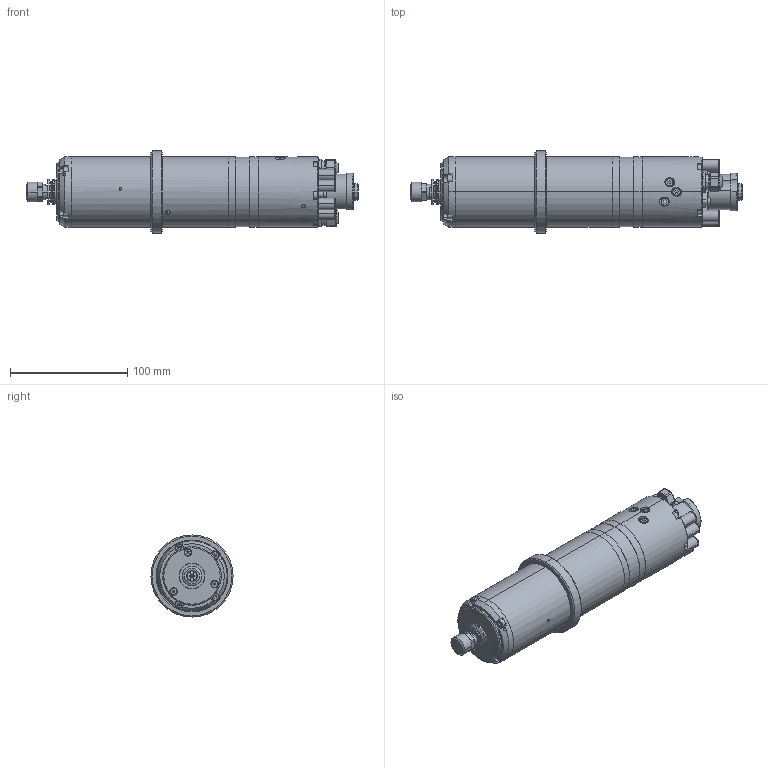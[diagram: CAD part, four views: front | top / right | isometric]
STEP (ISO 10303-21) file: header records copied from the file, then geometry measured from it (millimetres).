
FILE_DESCRIPTION (( 'STEP AP203' ), '1' );
FILE_NAME ('060A60FHIS-02-.STEP', '2015-01-28T13:02:26', ( '' ), ( '' ), 'SwSTEP 2.0', 'SolidWorks 2014', '' );
FILE_SCHEMA (( 'CONFIG_CONTROL_DESIGN' ));
Length unit declared in the file: millimetre
Products named in the file (1): 060A60FHIS-02-
Bounding box: 283.35 x 70 x 70 mm (x, y, z)
Surface area: 76760.3 mm2 (no closed solid volume)
Topology: 0 solids, 82 shells, 675 faces, 2124 edges, 1498 vertices
Faces by surface type: plane 310, cylinder 210, cone 97, torus 58
Entity records: 24730 total; most frequent: CARTESIAN_POINT 5478, DIRECTION 4333, ORIENTED_EDGE 3341, EDGE_CURVE 2094, AXIS2_PLACEMENT_3D 1675, VERTEX_POINT 1498, CIRCLE 999, VECTOR 983
